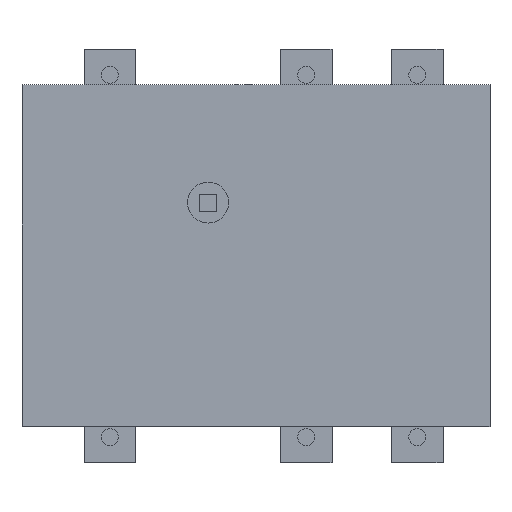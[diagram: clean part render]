
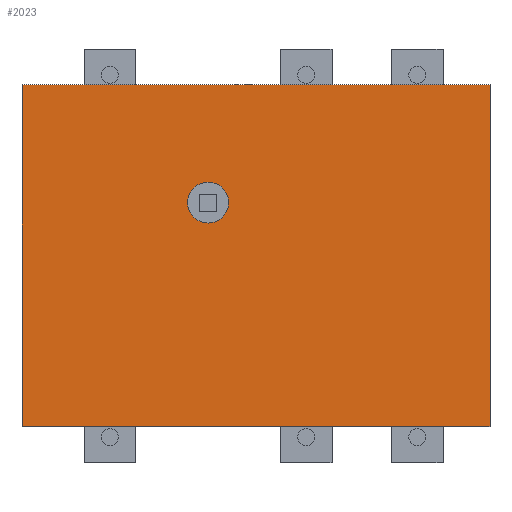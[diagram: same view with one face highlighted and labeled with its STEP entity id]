
A CAD part, top view. The second image highlights one B-rep face of the part: STEP entity #2023.
In plain terms, the highlighted planar face has unit normal (0, 0, 1).
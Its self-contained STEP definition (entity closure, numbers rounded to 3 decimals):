
#57=FACE_BOUND('',#424,.T.);
#242=FACE_OUTER_BOUND('',#423,.T.);
#423=EDGE_LOOP('',(#1741,#1742,#1743,#1744));
#424=EDGE_LOOP('',(#1745));
#675=VERTEX_POINT('',#26453);
#676=VERTEX_POINT('',#26457);
#677=VERTEX_POINT('',#26458);
#678=VERTEX_POINT('',#26460);
#679=VERTEX_POINT('',#26462);
#1033=EDGE_CURVE('',#675,#675,#2135,.T.);
#1034=EDGE_CURVE('',#676,#677,#10658,.T.);
#1035=EDGE_CURVE('',#678,#676,#10659,.T.);
#1036=EDGE_CURVE('',#679,#678,#10660,.T.);
#1037=EDGE_CURVE('',#677,#679,#10661,.T.);
#1741=ORIENTED_EDGE('',*,*,#1034,.F.);
#1742=ORIENTED_EDGE('',*,*,#1035,.F.);
#1743=ORIENTED_EDGE('',*,*,#1036,.F.);
#1744=ORIENTED_EDGE('',*,*,#1037,.F.);
#1745=ORIENTED_EDGE('',*,*,#1033,.T.);
#1872=PLANE('',#13927);
#2023=ADVANCED_FACE('',(#242,#57),#1872,.T.);
#2135=CIRCLE('',#13925,12.);
#10658=LINE('',#26459,#13674);
#10659=LINE('',#26461,#13675);
#10660=LINE('',#26463,#13676);
#10661=LINE('',#26464,#13677);
#13674=VECTOR('',#17433,10.);
#13675=VECTOR('',#17434,10.);
#13676=VECTOR('',#17435,10.);
#13677=VECTOR('',#17436,10.);
#13925=AXIS2_PLACEMENT_3D('',#26454,#17427,#17428);
#13927=AXIS2_PLACEMENT_3D('',#26456,#17431,#17432);
#17427=DIRECTION('center_axis',(0.,0.,
-1.));
#17428=DIRECTION('ref_axis',(-1.,0.,0.));
#17431=DIRECTION('center_axis',(0.,0.,
1.));
#17432=DIRECTION('ref_axis',(1.,0.,0.));
#17433=DIRECTION('',(0.,1.,0.));
#17434=DIRECTION('',(-1.,0.,0.));
#17435=DIRECTION('',(0.,-1.,0.));
#17436=DIRECTION('',(1.,0.,0.));
#26453=CARTESIAN_POINT('',(119.,31.,183.5));
#26454=CARTESIAN_POINT('Origin',(107.,31.,183.5));
#26456=CARTESIAN_POINT('Origin',(135.,0.,183.5));
#26457=CARTESIAN_POINT('',(-2.,-100.,183.5));
#26458=CARTESIAN_POINT('',(-2.,100.,183.5));
#26459=CARTESIAN_POINT('',(-2.,100.,183.5));
#26460=CARTESIAN_POINT('',(272.,-100.,183.5));
#26461=CARTESIAN_POINT('',(-2.,-100.,183.5));
#26462=CARTESIAN_POINT('',(272.,100.,183.5));
#26463=CARTESIAN_POINT('',(272.,-100.,183.5));
#26464=CARTESIAN_POINT('',(272.,100.,183.5));
